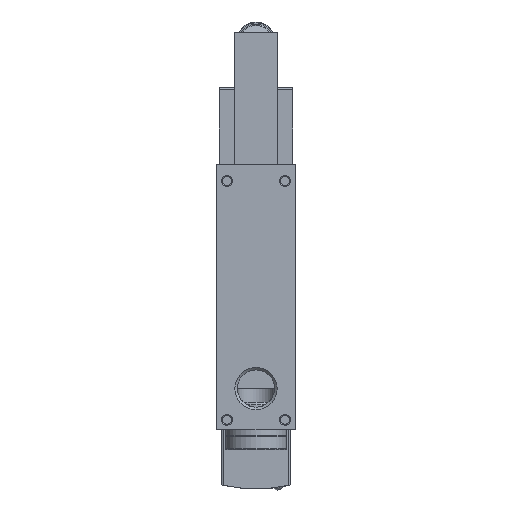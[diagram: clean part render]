
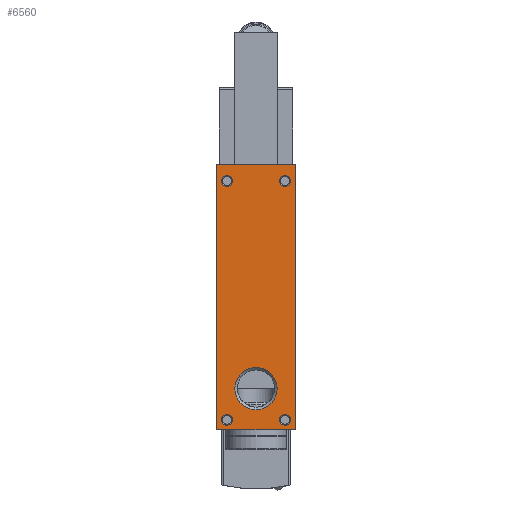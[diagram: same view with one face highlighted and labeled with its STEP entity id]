
A CAD part, front view. The second image highlights one B-rep face of the part: STEP entity #6560.
In plain terms, the highlighted planar face has unit normal (0, -1, 0).
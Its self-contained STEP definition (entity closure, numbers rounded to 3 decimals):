
#104=PLANE('',#6917);
#344=LINE('',#9095,#716);
#346=LINE('',#9109,#718);
#347=LINE('',#9111,#719);
#348=LINE('',#9113,#720);
#716=VECTOR('',#7546,1000.);
#718=VECTOR('',#7560,1000.);
#719=VECTOR('',#7561,1000.);
#720=VECTOR('',#7562,1000.);
#1104=ORIENTED_EDGE('',*,*,#2359,.T.);
#1105=ORIENTED_EDGE('',*,*,#2360,.T.);
#1106=ORIENTED_EDGE('',*,*,#2361,.T.);
#1107=ORIENTED_EDGE('',*,*,#2362,.T.);
#1108=ORIENTED_EDGE('',*,*,#2363,.T.);
#1109=ORIENTED_EDGE('',*,*,#2364,.T.);
#1110=ORIENTED_EDGE('',*,*,#2365,.F.);
#1111=ORIENTED_EDGE('',*,*,#2366,.F.);
#1112=ORIENTED_EDGE('',*,*,#2357,.T.);
#2357=EDGE_CURVE('',#2982,#2981,#344,.T.);
#2359=EDGE_CURVE('',#2983,#2983,#3419,.T.);
#2360=EDGE_CURVE('',#2984,#2984,#3420,.T.);
#2361=EDGE_CURVE('',#2985,#2985,#3421,.T.);
#2362=EDGE_CURVE('',#2986,#2986,#3422,.T.);
#2363=EDGE_CURVE('',#2987,#2987,#3423,.T.);
#2364=EDGE_CURVE('',#2981,#2988,#346,.T.);
#2365=EDGE_CURVE('',#2989,#2988,#347,.T.);
#2366=EDGE_CURVE('',#2982,#2989,#348,.T.);
#2981=VERTEX_POINT('',#9094);
#2982=VERTEX_POINT('',#9096);
#2983=VERTEX_POINT('',#9100);
#2984=VERTEX_POINT('',#9102);
#2985=VERTEX_POINT('',#9104);
#2986=VERTEX_POINT('',#9106);
#2987=VERTEX_POINT('',#9108);
#2988=VERTEX_POINT('',#9110);
#2989=VERTEX_POINT('',#9112);
#3419=CIRCLE('',#6918,1.25);
#3420=CIRCLE('',#6919,1.25);
#3421=CIRCLE('',#6920,1.25);
#3422=CIRCLE('',#6921,1.25);
#3423=CIRCLE('',#6922,4.864);
#3659=EDGE_LOOP('',(#1104));
#3660=EDGE_LOOP('',(#1105));
#3661=EDGE_LOOP('',(#1106));
#3662=EDGE_LOOP('',(#1107));
#3663=EDGE_LOOP('',(#1108));
#3664=EDGE_LOOP('',(#1109,#1110,#1111,#1112));
#4144=FACE_BOUND('',#3659,.T.);
#4145=FACE_BOUND('',#3660,.T.);
#4146=FACE_BOUND('',#3661,.T.);
#4147=FACE_BOUND('',#3662,.T.);
#4148=FACE_BOUND('',#3663,.T.);
#4149=FACE_BOUND('',#3664,.T.);
#6560=ADVANCED_FACE('',(#4144,#4145,#4146,#4147,#4148,#4149),#104,.F.);
#6917=AXIS2_PLACEMENT_3D('',#9098,#7548,#7549);
#6918=AXIS2_PLACEMENT_3D('',#9099,#7550,#7551);
#6919=AXIS2_PLACEMENT_3D('',#9101,#7552,#7553);
#6920=AXIS2_PLACEMENT_3D('',#9103,#7554,#7555);
#6921=AXIS2_PLACEMENT_3D('',#9105,#7556,#7557);
#6922=AXIS2_PLACEMENT_3D('',#9107,#7558,#7559);
#7546=DIRECTION('',(0.,0.,-1.));
#7548=DIRECTION('',(0.,1.,0.));
#7549=DIRECTION('',(0.,0.,1.));
#7550=DIRECTION('',(0.,1.,0.));
#7551=DIRECTION('',(0.,0.,1.));
#7552=DIRECTION('',(0.,1.,0.));
#7553=DIRECTION('',(0.,0.,1.));
#7554=DIRECTION('',(0.,1.,0.));
#7555=DIRECTION('',(0.,0.,1.));
#7556=DIRECTION('',(0.,1.,0.));
#7557=DIRECTION('',(0.,0.,1.));
#7558=DIRECTION('',(0.,1.,0.));
#7559=DIRECTION('',(0.,0.,1.));
#7560=DIRECTION('',(1.,0.,0.));
#7561=DIRECTION('',(0.,0.,-1.));
#7562=DIRECTION('',(1.,0.,0.));
#9094=CARTESIAN_POINT('',(-61.,0.,-9.));
#9095=CARTESIAN_POINT('',(-61.,0.,9.));
#9096=CARTESIAN_POINT('',(-61.,0.,9.));
#9098=CARTESIAN_POINT('',(-61.,0.,9.));
#9099=CARTESIAN_POINT('',(-57.3,0.,6.7));
#9100=CARTESIAN_POINT('',(-57.3,0.,7.95));
#9101=CARTESIAN_POINT('',(-57.3,0.,-6.7));
#9102=CARTESIAN_POINT('',(-57.3,0.,-5.45));
#9103=CARTESIAN_POINT('',(-2.3,0.,6.7));
#9104=CARTESIAN_POINT('',(-2.3,0.,7.95));
#9105=CARTESIAN_POINT('',(-2.3,0.,-6.7));
#9106=CARTESIAN_POINT('',(-2.3,0.,-5.45));
#9107=CARTESIAN_POINT('',(-9.5,0.,0.));
#9108=CARTESIAN_POINT('',(-9.5,0.,4.864));
#9109=CARTESIAN_POINT('',(-61.,0.,-9.));
#9110=CARTESIAN_POINT('',(0.,0.,-9.));
#9111=CARTESIAN_POINT('',(0.,0.,9.));
#9112=CARTESIAN_POINT('',(0.,0.,9.));
#9113=CARTESIAN_POINT('',(-61.,0.,9.));
